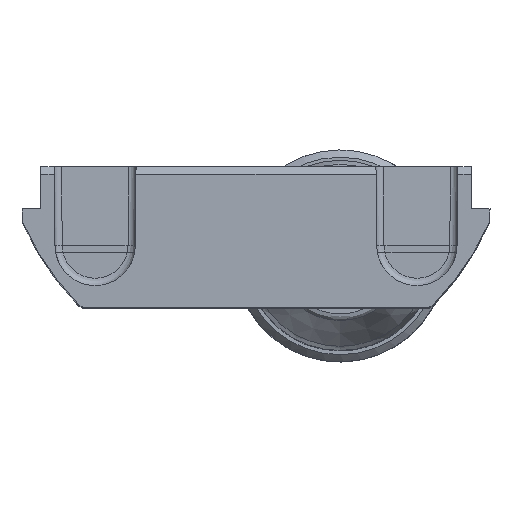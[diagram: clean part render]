
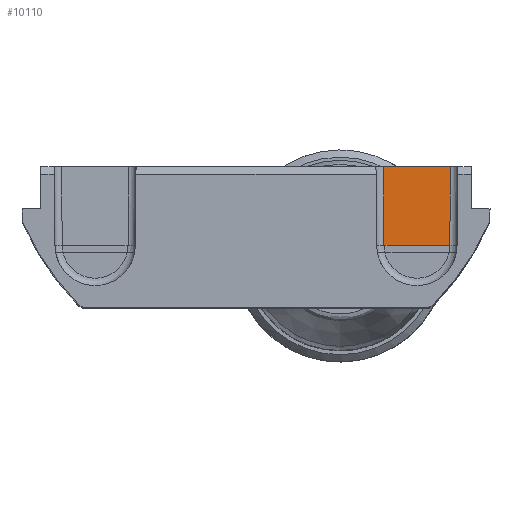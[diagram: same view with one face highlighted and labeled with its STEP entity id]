
A CAD part, top view. The second image highlights one B-rep face of the part: STEP entity #10110.
In plain terms, the highlighted planar face has unit normal (0, 0.009, 1).
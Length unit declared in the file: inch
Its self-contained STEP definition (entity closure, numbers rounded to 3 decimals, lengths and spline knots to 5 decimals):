
#365 = AXIS2_PLACEMENT_3D ( 'NONE', #10689, #15565, #14140 ) ;
#647 = CARTESIAN_POINT ( 'NONE',  ( 0.43307, 0.16732, -0.22146 ) ) ;
#969 = VERTEX_POINT ( 'NONE', #7894 ) ;
#1203 = ORIENTED_EDGE ( 'NONE', *, *, #7197, .T. ) ;
#1629 = CARTESIAN_POINT ( 'NONE',  ( 0.34264, 0.37894, -0.2233 ) ) ;
#2974 = CARTESIAN_POINT ( 'NONE',  ( 0.52227, 0.23786, -0.22207 ) ) ;
#3106 = DIRECTION ( 'NONE',  ( 1., 0., 0. ) ) ;
#3156 = LINE ( 'NONE', #11462, #9780 ) ;
#5064 = CARTESIAN_POINT ( 'NONE',  ( 0.34326, 0.3084, -0.22269 ) ) ;
#5382 = CARTESIAN_POINT ( 'NONE',  ( 0.52289, 0.3084, -0.22269 ) ) ;
#5499 = ORIENTED_EDGE ( 'NONE', *, *, #12773, .T. ) ;
#5801 = ORIENTED_EDGE ( 'NONE', *, *, #8478, .T. ) ;
#6577 = CARTESIAN_POINT ( 'NONE',  ( 0.52165, 0.16732, -0.22146 ) ) ;
#6986 = CARTESIAN_POINT ( 'NONE',  ( 0.34264, 0.37894, -0.2233 ) ) ;
#7082 = CARTESIAN_POINT ( 'NONE',  ( 0.52165, 0.16732, -0.22146 ) ) ;
#7197 = EDGE_CURVE ( 'NONE', #969, #9422, #10071, .T. ) ;
#7406 = VERTEX_POINT ( 'NONE', #6986 ) ;
#7791 = CARTESIAN_POINT ( 'NONE',  ( 0.34387, 0.23786, -0.22207 ) ) ;
#7894 = CARTESIAN_POINT ( 'NONE',  ( 0.34449, 0.16732, -0.22146 ) ) ;
#7964 = DIRECTION ( 'NONE',  ( 1., 0., 0. ) ) ;
#8145 = VERTEX_POINT ( 'NONE', #14356 ) ;
#8478 = EDGE_CURVE ( 'NONE', #9422, #8145, #10060, .T. ) ;
#8506 = ORIENTED_EDGE ( 'NONE', *, *, #9354, .F. ) ;
#9354 = EDGE_CURVE ( 'NONE', #7406, #8145, #3156, .T. ) ;
#9422 = VERTEX_POINT ( 'NONE', #7082 ) ;
#9780 = VECTOR ( 'NONE', #7964, 39.37008 ) ;
#10060 = B_SPLINE_CURVE_WITH_KNOTS ( 'NONE', 3,
 ( #6577, #2974, #5382, #10249 ),
 .UNSPECIFIED., .F., .F.,
 ( 4, 4 ),
 ( 0., 1. ),
 .UNSPECIFIED. ) ;
#10071 = LINE ( 'NONE', #647, #11013 ) ;
#10110 = ADVANCED_FACE ( 'NONE', ( #15330 ), #12945, .T. ) ;
#10249 = CARTESIAN_POINT ( 'NONE',  ( 0.5235, 0.37894, -0.2233 ) ) ;
#10689 = CARTESIAN_POINT ( 'NONE',  ( 0.43307, 0.16732, -0.22146 ) ) ;
#11013 = VECTOR ( 'NONE', #3106, 39.37008 ) ;
#11080 = EDGE_LOOP ( 'NONE', ( #1203, #5801, #8506, #5499 ) ) ;
#11137 = CARTESIAN_POINT ( 'NONE',  ( 0.34449, 0.16732, -0.22146 ) ) ;
#11462 = CARTESIAN_POINT ( 'NONE',  ( 0.67861, 0.37894, -0.2233 ) ) ;
#12773 = EDGE_CURVE ( 'NONE', #7406, #969, #14489, .T. ) ;
#12945 = PLANE ( 'NONE',  #365 ) ;
#14140 = DIRECTION ( 'NONE',  ( 1., 0., 0. ) ) ;
#14356 = CARTESIAN_POINT ( 'NONE',  ( 0.5235, 0.37894, -0.2233 ) ) ;
#14489 = B_SPLINE_CURVE_WITH_KNOTS ( 'NONE', 3,
 ( #1629, #5064, #7791, #11137 ),
 .UNSPECIFIED., .F., .F.,
 ( 4, 4 ),
 ( 0., 1. ),
 .UNSPECIFIED. ) ;
#15330 = FACE_OUTER_BOUND ( 'NONE', #11080, .T. ) ;
#15565 = DIRECTION ( 'NONE',  ( 0., 0.009, 1. ) ) ;
